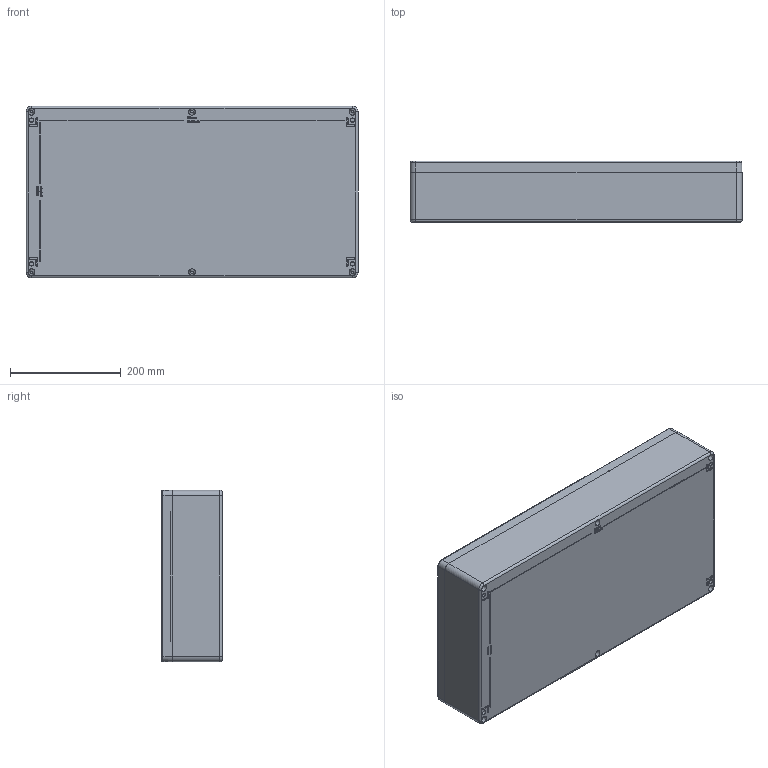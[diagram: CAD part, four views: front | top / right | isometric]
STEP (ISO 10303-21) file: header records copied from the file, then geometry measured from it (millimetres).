
FILE_DESCRIPTION (( 'STEP AP214' ), '1' );
FILE_NAME ('01316011.STEP', '2009-03-10T12:03:49', ( ' ' ), ( '' ), 'SwSTEP 2.0', 'SolidWorks 2008', '' );
FILE_SCHEMA (( 'AUTOMOTIVE_DESIGN' ));
Length unit declared in the file: millimetre
Products named in the file (6): 03072_Standard; 82005_Standard; 93134_Standard; 04072_Standard; 01316011
Assembly tree (10 placements, depth 3):
  01316011
    93134_Standard  x6
    82005_Standard
    04072_Standard
      04072_Standard
    03072_Standard
Bounding box: 600 x 111 x 310 mm (x, y, z)
Volume: 3374428.5 mm3; surface area: 1159398.6 mm2
Topology: 9 solids, 9 shells, 1716 faces, 4180 edges, 2546 vertices
Faces by surface type: bspline 544, plane 478, cylinder 341, cone 180, torus 173
Entity records: 78381 total; most frequent: CARTESIAN_POINT 45609, ORIENTED_EDGE 7546, DIRECTION 5648, EDGE_CURVE 3773, VERTEX_POINT 2296, AXIS2_PLACEMENT_3D 2140, EDGE_LOOP 1669, ADVANCED_FACE 1561
